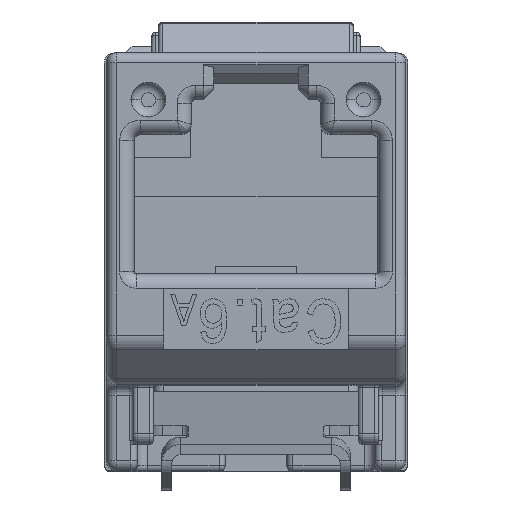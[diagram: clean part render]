
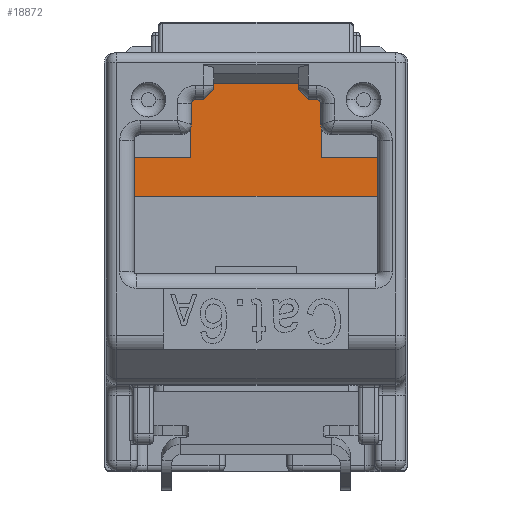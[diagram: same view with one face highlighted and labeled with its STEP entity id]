
A CAD part, top view. The second image highlights one B-rep face of the part: STEP entity #18872.
In plain terms, the highlighted planar face has unit normal (0, 0, 1).
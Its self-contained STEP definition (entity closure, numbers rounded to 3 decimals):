
#113 = ORIENTED_EDGE ( 'NONE', *, *, #41344, .T. ) ;
#206 = VERTEX_POINT ( 'NONE', #44730 ) ;
#348 = CARTESIAN_POINT ( 'NONE',  ( 6.15, 1.1, -11.271 ) ) ;
#1512 = CARTESIAN_POINT ( 'NONE',  ( 6.15, -7.854, -11.271 ) ) ;
#2316 = VERTEX_POINT ( 'NONE', #17755 ) ;
#2828 = DIRECTION ( 'NONE',  ( 1., 0., 0. ) ) ;
#2865 = CARTESIAN_POINT ( 'NONE',  ( -6.45, 6.595, -11.271 ) ) ;
#3021 = ORIENTED_EDGE ( 'NONE', *, *, #54600, .T. ) ;
#3034 = VECTOR ( 'NONE', #52080, 1000. ) ;
#3521 = CARTESIAN_POINT ( 'NONE',  ( -37.423, 3., -11.271 ) ) ;
#4255 = CARTESIAN_POINT ( 'NONE',  ( -37.423, 6.595, -11.271 ) ) ;
#4431 = DIRECTION ( 'NONE',  ( 1., 0., 0. ) ) ;
#4700 = FACE_OUTER_BOUND ( 'NONE', #14994, .T. ) ;
#5159 = CARTESIAN_POINT ( 'NONE',  ( -6.15, -7.854, -11.271 ) ) ;
#5430 = VERTEX_POINT ( 'NONE', #6982 ) ;
#5709 = LINE ( 'NONE', #44773, #39548 ) ;
#5750 = DIRECTION ( 'NONE',  ( 0., 1., 0. ) ) ;
#5786 = VERTEX_POINT ( 'NONE', #11007 ) ;
#5790 = ORIENTED_EDGE ( 'NONE', *, *, #32263, .T. ) ;
#6013 = VECTOR ( 'NONE', #49230, 1000. ) ;
#6355 = ORIENTED_EDGE ( 'NONE', *, *, #19045, .F. ) ;
#6801 = VECTOR ( 'NONE', #5750, 1000. ) ;
#6982 = CARTESIAN_POINT ( 'NONE',  ( 6.5, 6.595, -11.271 ) ) ;
#8668 = LINE ( 'NONE', #25951, #32084 ) ;
#9224 = CARTESIAN_POINT ( 'NONE',  ( -37.423, 6.595, -11.271 ) ) ;
#9393 = CARTESIAN_POINT ( 'NONE',  ( 6.5, -2.7, -11.271 ) ) ;
#9584 = EDGE_CURVE ( 'NONE', #44041, #206, #36736, .T. ) ;
#10190 = VERTEX_POINT ( 'NONE', #55169 ) ;
#10258 = EDGE_CURVE ( 'NONE', #42645, #50831, #41420, .T. ) ;
#11007 = CARTESIAN_POINT ( 'NONE',  ( -6.45, 3., -11.271 ) ) ;
#11612 = ORIENTED_EDGE ( 'NONE', *, *, #9584, .T. ) ;
#12915 = EDGE_CURVE ( 'NONE', #10190, #206, #55809, .T. ) ;
#14155 = ORIENTED_EDGE ( 'NONE', *, *, #44549, .T. ) ;
#14268 = ORIENTED_EDGE ( 'NONE', *, *, #15349, .F. ) ;
#14994 = EDGE_LOOP ( 'NONE', ( #113, #5790, #14268, #11612, #21328, #35814, #46659, #24746, #3021, #42298, #53373, #55173, #14155, #20102, #30113, #6355 ) ) ;
#15349 = EDGE_CURVE ( 'NONE', #44041, #5430, #16421, .T. ) ;
#16421 = LINE ( 'NONE', #9224, #38494 ) ;
#17067 = DIRECTION ( 'NONE',  ( 0., -1., 0. ) ) ;
#17741 = DIRECTION ( 'NONE',  ( 1., 0., 0. ) ) ;
#17755 = CARTESIAN_POINT ( 'NONE',  ( 3.175, 6.595, -11.271 ) ) ;
#17899 = DIRECTION ( 'NONE',  ( 1., 0., 0. ) ) ;
#18311 = DIRECTION ( 'NONE',  ( 0., 1., 0. ) ) ;
#18631 = DIRECTION ( 'NONE',  ( 0., -1., 0. ) ) ;
#18872 = ADVANCED_FACE ( 'NONE', ( #4700 ), #21767, .T. ) ;
#18933 = EDGE_CURVE ( 'NONE', #28918, #2316, #34374, .T. ) ;
#19045 = EDGE_CURVE ( 'NONE', #22267, #42645, #40652, .T. ) ;
#19612 = LINE ( 'NONE', #43667, #53550 ) ;
#20102 = ORIENTED_EDGE ( 'NONE', *, *, #29661, .F. ) ;
#20431 = DIRECTION ( 'NONE',  ( 1., 0., 0. ) ) ;
#20498 = VECTOR ( 'NONE', #17741, 1000. ) ;
#20692 = CARTESIAN_POINT ( 'NONE',  ( -6.5, -2.7, -11.271 ) ) ;
#20814 = CARTESIAN_POINT ( 'NONE',  ( 6.45, 6.595, -11.271 ) ) ;
#21328 = ORIENTED_EDGE ( 'NONE', *, *, #12915, .F. ) ;
#21767 = PLANE ( 'NONE',  #34193 ) ;
#22021 = VECTOR ( 'NONE', #4431, 1000. ) ;
#22267 = VERTEX_POINT ( 'NONE', #51228 ) ;
#24746 = ORIENTED_EDGE ( 'NONE', *, *, #45556, .T. ) ;
#24997 = VECTOR ( 'NONE', #17067, 1000. ) ;
#25951 = CARTESIAN_POINT ( 'NONE',  ( 6.5, -7.854, -11.271 ) ) ;
#26212 = DIRECTION ( 'NONE',  ( 1., 0., 0. ) ) ;
#26616 = LINE ( 'NONE', #29214, #50161 ) ;
#28918 = VERTEX_POINT ( 'NONE', #56316 ) ;
#29189 = LINE ( 'NONE', #47608, #51328 ) ;
#29214 = CARTESIAN_POINT ( 'NONE',  ( -37.423, -2.7, -11.271 ) ) ;
#29454 = LINE ( 'NONE', #53733, #6013 ) ;
#29640 = VECTOR ( 'NONE', #38087, 1000. ) ;
#29661 = EDGE_CURVE ( 'NONE', #50831, #32311, #53152, .T. ) ;
#29907 = CARTESIAN_POINT ( 'NONE',  ( -6.5, 6.595, -11.271 ) ) ;
#30113 = ORIENTED_EDGE ( 'NONE', *, *, #10258, .F. ) ;
#30499 = DIRECTION ( 'NONE',  ( 0., 1., 0. ) ) ;
#32084 = VECTOR ( 'NONE', #34663, 1000. ) ;
#32263 = EDGE_CURVE ( 'NONE', #51823, #5430, #8668, .T. ) ;
#32311 = VERTEX_POINT ( 'NONE', #48189 ) ;
#32838 = EDGE_CURVE ( 'NONE', #10190, #2316, #5709, .T. ) ;
#33078 = VECTOR ( 'NONE', #38546, 1000. ) ;
#34105 = CARTESIAN_POINT ( 'NONE',  ( -3.175, -7.854, -11.271 ) ) ;
#34193 = AXIS2_PLACEMENT_3D ( 'NONE', #48068, #52734, #26212 ) ;
#34374 = LINE ( 'NONE', #4255, #22021 ) ;
#34504 = LINE ( 'NONE', #34105, #33078 ) ;
#34663 = DIRECTION ( 'NONE',  ( 0., 1., 0. ) ) ;
#35581 = EDGE_CURVE ( 'NONE', #52597, #40560, #38208, .T. ) ;
#35814 = ORIENTED_EDGE ( 'NONE', *, *, #32838, .T. ) ;
#36736 = LINE ( 'NONE', #39039, #24997 ) ;
#38087 = DIRECTION ( 'NONE',  ( -1., 0., 0. ) ) ;
#38171 = VECTOR ( 'NONE', #20431, 1000. ) ;
#38208 = LINE ( 'NONE', #47634, #3034 ) ;
#38494 = VECTOR ( 'NONE', #17899, 1000. ) ;
#38546 = DIRECTION ( 'NONE',  ( 0., -1., 0. ) ) ;
#39039 = CARTESIAN_POINT ( 'NONE',  ( 6.45, -7.854, -11.271 ) ) ;
#39548 = VECTOR ( 'NONE', #18311, 1000. ) ;
#39623 = VERTEX_POINT ( 'NONE', #43214 ) ;
#40560 = VERTEX_POINT ( 'NONE', #20692 ) ;
#40652 = LINE ( 'NONE', #1512, #6801 ) ;
#41160 = CARTESIAN_POINT ( 'NONE',  ( -6.15, 1.1, -11.271 ) ) ;
#41344 = EDGE_CURVE ( 'NONE', #22267, #51823, #26616, .T. ) ;
#41420 = LINE ( 'NONE', #51239, #29640 ) ;
#41942 = EDGE_CURVE ( 'NONE', #5786, #47070, #19612, .T. ) ;
#42298 = ORIENTED_EDGE ( 'NONE', *, *, #41942, .T. ) ;
#42372 = EDGE_CURVE ( 'NONE', #52597, #47070, #49966, .T. ) ;
#42468 = CARTESIAN_POINT ( 'NONE',  ( -37.423, 6.595, -11.271 ) ) ;
#42645 = VERTEX_POINT ( 'NONE', #348 ) ;
#43214 = CARTESIAN_POINT ( 'NONE',  ( -3.175, 3., -11.271 ) ) ;
#43329 = DIRECTION ( 'NONE',  ( 1., 0., 0. ) ) ;
#43667 = CARTESIAN_POINT ( 'NONE',  ( -6.45, -7.854, -11.271 ) ) ;
#44041 = VERTEX_POINT ( 'NONE', #20814 ) ;
#44549 = EDGE_CURVE ( 'NONE', #40560, #32311, #29189, .T. ) ;
#44730 = CARTESIAN_POINT ( 'NONE',  ( 6.45, 3., -11.271 ) ) ;
#44773 = CARTESIAN_POINT ( 'NONE',  ( 3.175, -7.854, -11.271 ) ) ;
#45556 = EDGE_CURVE ( 'NONE', #28918, #39623, #34504, .T. ) ;
#46659 = ORIENTED_EDGE ( 'NONE', *, *, #18933, .F. ) ;
#47070 = VERTEX_POINT ( 'NONE', #2865 ) ;
#47608 = CARTESIAN_POINT ( 'NONE',  ( -37.423, -2.7, -11.271 ) ) ;
#47634 = CARTESIAN_POINT ( 'NONE',  ( -6.5, -7.854, -11.271 ) ) ;
#48068 = CARTESIAN_POINT ( 'NONE',  ( -37.423, -7.854, -11.271 ) ) ;
#48189 = CARTESIAN_POINT ( 'NONE',  ( -6.15, -2.7, -11.271 ) ) ;
#49230 = DIRECTION ( 'NONE',  ( -1., 0., 0. ) ) ;
#49966 = LINE ( 'NONE', #42468, #38171 ) ;
#50161 = VECTOR ( 'NONE', #2828, 1000. ) ;
#50831 = VERTEX_POINT ( 'NONE', #41160 ) ;
#51228 = CARTESIAN_POINT ( 'NONE',  ( 6.15, -2.7, -11.271 ) ) ;
#51239 = CARTESIAN_POINT ( 'NONE',  ( -37.423, 1.1, -11.271 ) ) ;
#51328 = VECTOR ( 'NONE', #43329, 1000. ) ;
#51725 = VECTOR ( 'NONE', #18631, 1000. ) ;
#51823 = VERTEX_POINT ( 'NONE', #9393 ) ;
#52080 = DIRECTION ( 'NONE',  ( 0., -1., 0. ) ) ;
#52597 = VERTEX_POINT ( 'NONE', #29907 ) ;
#52734 = DIRECTION ( 'NONE',  ( 0., 0., 1. ) ) ;
#53152 = LINE ( 'NONE', #5159, #51725 ) ;
#53373 = ORIENTED_EDGE ( 'NONE', *, *, #42372, .F. ) ;
#53550 = VECTOR ( 'NONE', #30499, 1000. ) ;
#53733 = CARTESIAN_POINT ( 'NONE',  ( -37.423, 3., -11.271 ) ) ;
#54600 = EDGE_CURVE ( 'NONE', #39623, #5786, #29454, .T. ) ;
#55169 = CARTESIAN_POINT ( 'NONE',  ( 3.175, 3., -11.271 ) ) ;
#55173 = ORIENTED_EDGE ( 'NONE', *, *, #35581, .T. ) ;
#55809 = LINE ( 'NONE', #3521, #20498 ) ;
#56316 = CARTESIAN_POINT ( 'NONE',  ( -3.175, 6.595, -11.271 ) ) ;
